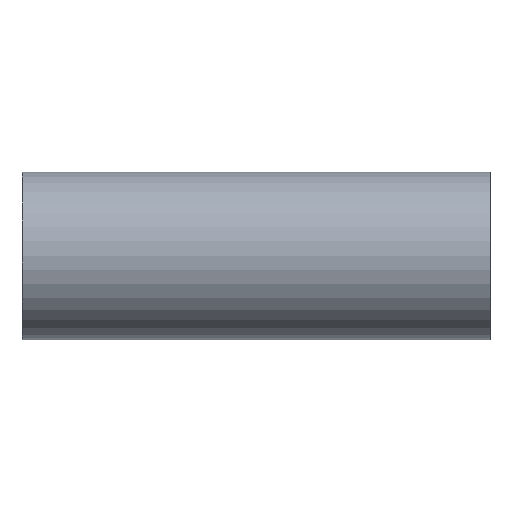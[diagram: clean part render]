
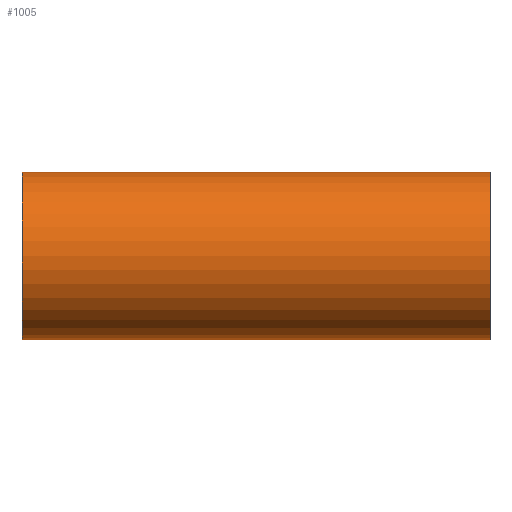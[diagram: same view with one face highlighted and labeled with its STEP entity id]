
A CAD part, top view. The second image highlights one B-rep face of the part: STEP entity #1005.
In plain terms, the highlighted cylindrical face has radius 2.105 mm (diameter 4.21 mm), a partial arc.
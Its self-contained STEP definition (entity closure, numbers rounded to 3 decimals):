
#833=CARTESIAN_POINT('',(5.88,2.105,3.055));
#834=VERTEX_POINT('',#833);
#841=CARTESIAN_POINT('',(5.88,-2.105,3.055));
#842=VERTEX_POINT('',#841);
#843=CARTESIAN_POINT('',(5.88,0.,3.055));
#844=DIRECTION('',(-1.0,0.0,0.0));
#845=DIRECTION('',(0.0,0.0,1.0));
#846=AXIS2_PLACEMENT_3D('',#843,#844,#845);
#847=CIRCLE('',#846,2.105);
#848=EDGE_CURVE('',#842,#834,#847,.T.);
#962=CARTESIAN_POINT('',(-5.88,2.105,3.055));
#963=VERTEX_POINT('',#962);
#970=CARTESIAN_POINT('',(-5.88,2.105,3.055));
#971=DIRECTION('',(1.0,0.0,0.0));
#972=VECTOR('',#971,11.76);
#973=LINE('',#970,#972);
#974=EDGE_CURVE('',#963,#834,#973,.T.);
#981=CARTESIAN_POINT('',(-5.88,0.,3.055));
#982=DIRECTION('',(1.0,0.0,0.0));
#983=DIRECTION('',(0.0,0.0,1.0));
#984=AXIS2_PLACEMENT_3D('',#981,#982,#983);
#985=CYLINDRICAL_SURFACE('',#984,2.105);
#986=ORIENTED_EDGE('',*,*,#848,.T.);
#987=ORIENTED_EDGE('',*,*,#974,.F.);
#988=CARTESIAN_POINT('',(-5.88,-2.105,3.055));
#989=VERTEX_POINT('',#988);
#990=CARTESIAN_POINT('',(-5.88,0.,3.055));
#991=DIRECTION('',(1.0,0.0,0.0));
#992=DIRECTION('',(0.0,0.0,1.0));
#993=AXIS2_PLACEMENT_3D('',#990,#991,#992);
#994=CIRCLE('',#993,2.105);
#995=EDGE_CURVE('',#963,#989,#994,.T.);
#996=ORIENTED_EDGE('',*,*,#995,.T.);
#997=CARTESIAN_POINT('',(-5.88,-2.105,3.055));
#998=DIRECTION('',(1.0,0.0,0.0));
#999=VECTOR('',#998,11.76);
#1000=LINE('',#997,#999);
#1001=EDGE_CURVE('',#989,#842,#1000,.T.);
#1002=ORIENTED_EDGE('',*,*,#1001,.T.);
#1003=EDGE_LOOP('',(#986,#987,#996,#1002));
#1004=FACE_OUTER_BOUND('',#1003,.T.);
#1005=ADVANCED_FACE('',(#1004),#985,.T.);
